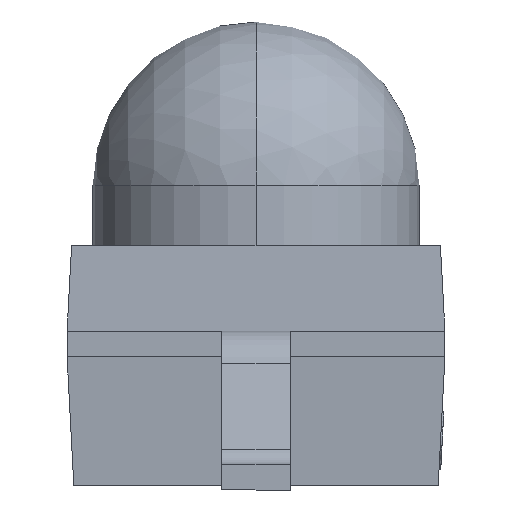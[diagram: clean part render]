
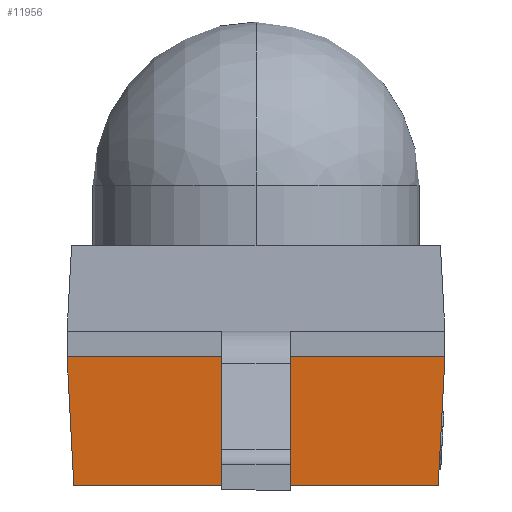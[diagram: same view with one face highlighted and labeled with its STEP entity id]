
A CAD part, left-side view. The second image highlights one B-rep face of the part: STEP entity #11956.
In plain terms, the highlighted planar face has unit normal (-0.999, 0, -0.052).
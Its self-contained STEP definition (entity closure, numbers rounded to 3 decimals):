
#343 = DIRECTION ( 'NONE',  ( 0., 1., 0. ) ) ;
#486 = VECTOR ( 'NONE', #15888, 1000. ) ;
#495 = DIRECTION ( 'NONE',  ( 0., -1., 0. ) ) ;
#709 = CARTESIAN_POINT ( 'NONE',  ( -1.05, 1.1, 0.75 ) ) ;
#983 = VECTOR ( 'NONE', #7302, 1000. ) ;
#1461 = CARTESIAN_POINT ( 'NONE',  ( -1.05, -1.1, 0.75 ) ) ;
#2032 = CARTESIAN_POINT ( 'NONE',  ( -1.05, 1.1, 0.75 ) ) ;
#2516 = CARTESIAN_POINT ( 'NONE',  ( -1.011, 0., 0. ) ) ;
#2899 = DIRECTION ( 'NONE',  ( 0.999, 0., 0.052 ) ) ;
#2970 = ORIENTED_EDGE ( 'NONE', *, *, #13332, .T. ) ;
#3122 = EDGE_CURVE ( 'NONE', #7327, #4054, #4239, .T. ) ;
#3523 = EDGE_CURVE ( 'NONE', #15454, #14853, #15169, .T. ) ;
#3603 = DIRECTION ( 'NONE',  ( 0., -1., 0. ) ) ;
#4054 = VERTEX_POINT ( 'NONE', #7945 ) ;
#4239 = LINE ( 'NONE', #1461, #486 ) ;
#4251 = VECTOR ( 'NONE', #343, 1000. ) ;
#4350 = DIRECTION ( 'NONE',  ( 0., -1., 0. ) ) ;
#4410 = CARTESIAN_POINT ( 'NONE',  ( -1.05, 1.1, 0.75 ) ) ;
#4744 = VERTEX_POINT ( 'NONE', #15369 ) ;
#5121 = PLANE ( 'NONE',  #16720 ) ;
#5368 = VECTOR ( 'NONE', #3603, 1000. ) ;
#5679 = LINE ( 'NONE', #2032, #983 ) ;
#5746 = ORIENTED_EDGE ( 'NONE', *, *, #16531, .F. ) ;
#5917 = ORIENTED_EDGE ( 'NONE', *, *, #3122, .T. ) ;
#6220 = CARTESIAN_POINT ( 'NONE',  ( -1.011, 1.061, 0. ) ) ;
#6383 = ORIENTED_EDGE ( 'NONE', *, *, #12293, .F. ) ;
#6561 = CARTESIAN_POINT ( 'NONE',  ( -1.05, 1.1, 0.75 ) ) ;
#6861 = VECTOR ( 'NONE', #495, 1000. ) ;
#7302 = DIRECTION ( 'NONE',  ( -0.052, 0.052, 0.997 ) ) ;
#7327 = VERTEX_POINT ( 'NONE', #10100 ) ;
#7945 = CARTESIAN_POINT ( 'NONE',  ( -1.05, -1.1, 0.75 ) ) ;
#8447 = ORIENTED_EDGE ( 'NONE', *, *, #9885, .F. ) ;
#8696 = CARTESIAN_POINT ( 'NONE',  ( -1.05, 1.1, 0.75 ) ) ;
#8970 = DIRECTION ( 'NONE',  ( 0., 1., 0. ) ) ;
#9476 = VERTEX_POINT ( 'NONE', #6220 ) ;
#9885 = EDGE_CURVE ( 'NONE', #4744, #4054, #15955, .T. ) ;
#10100 = CARTESIAN_POINT ( 'NONE',  ( -1.011, -1.061, 0. ) ) ;
#11836 = ORIENTED_EDGE ( 'NONE', *, *, #3523, .F. ) ;
#11956 = ADVANCED_FACE ( 'NONE', ( #14374 ), #5121, .F. ) ;
#12212 = LINE ( 'NONE', #4410, #4251 ) ;
#12293 = EDGE_CURVE ( 'NONE', #9476, #15454, #5679, .T. ) ;
#12917 = CARTESIAN_POINT ( 'NONE',  ( -1.05, 0.2, 0.75 ) ) ;
#12963 = LINE ( 'NONE', #2516, #16186 ) ;
#13332 = EDGE_CURVE ( 'NONE', #4744, #14853, #12212, .T. ) ;
#14374 = FACE_OUTER_BOUND ( 'NONE', #15522, .T. ) ;
#14679 = CARTESIAN_POINT ( 'NONE',  ( -1.05, 1.1, 0.75 ) ) ;
#14853 = VERTEX_POINT ( 'NONE', #12917 ) ;
#15169 = LINE ( 'NONE', #8696, #5368 ) ;
#15369 = CARTESIAN_POINT ( 'NONE',  ( -1.05, -0.2, 0.75 ) ) ;
#15454 = VERTEX_POINT ( 'NONE', #6561 ) ;
#15522 = EDGE_LOOP ( 'NONE', ( #2970, #11836, #6383, #5746, #5917, #8447 ) ) ;
#15888 = DIRECTION ( 'NONE',  ( -0.052, -0.052, 0.997 ) ) ;
#15955 = LINE ( 'NONE', #14679, #6861 ) ;
#16186 = VECTOR ( 'NONE', #8970, 1000. ) ;
#16531 = EDGE_CURVE ( 'NONE', #7327, #9476, #12963, .T. ) ;
#16720 = AXIS2_PLACEMENT_3D ( 'NONE', #709, #2899, #4350 ) ;
